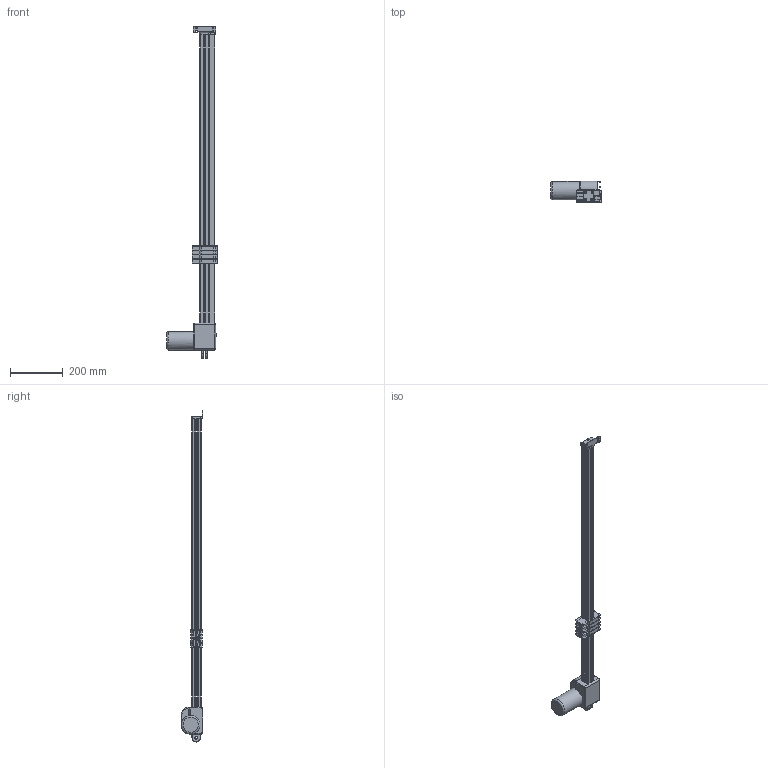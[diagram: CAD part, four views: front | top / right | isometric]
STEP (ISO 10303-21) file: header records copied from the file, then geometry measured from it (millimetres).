
FILE_DESCRIPTION(/* description */ (''),/* implementation_level */ '2;1');
FILE_NAME(/* name */ 'FA-XXX-TR-24-40.stp',/* time_stamp */ '2014-11-05T10:45:36-08:00',/* author */ ('Robbie'),/* organization */ (''),/* preprocessor_version */ 'ST-DEVELOPER v15.2',/* originating_system */ 'Autodesk Inventor 2014',/* authorisation */ '');
FILE_SCHEMA (('AUTOMOTIVE_DESIGN { 1 0 10303 214 3 1 1 }'));
Length unit declared in the file: inch
Products named in the file (1): FA-XXX-TR-24-40
Bounding box: 190.5 x 82.72 x 1254.05 mm (x, y, z)
Volume: 1734729.4 mm3; surface area: 563527 mm2
Topology: 1 solids, 1 shells, 595 faces, 1659 edges, 1078 vertices
Faces by surface type: plane 400, cylinder 151, torus 19, bspline 16, cone 6, sphere 3
Full cylindrical faces by diameter (mm): 4.762 x4, 4.978 x4, 5 x3, 7 x2, 7.62 x4, 7.798 x2, 9.525 x6, 10 x3, 10.16 x2, 15.875 x2, 17.882 x1, 18.642 x1, 69.85 x1
Entity records: 18967 total; most frequent: CARTESIAN_POINT 3782, ORIENTED_EDGE 3172, DIRECTION 3090, EDGE_CURVE 1586, LINE 1172, VECTOR 1172, VERTEX_POINT 1053, AXIS2_PLACEMENT_3D 959
